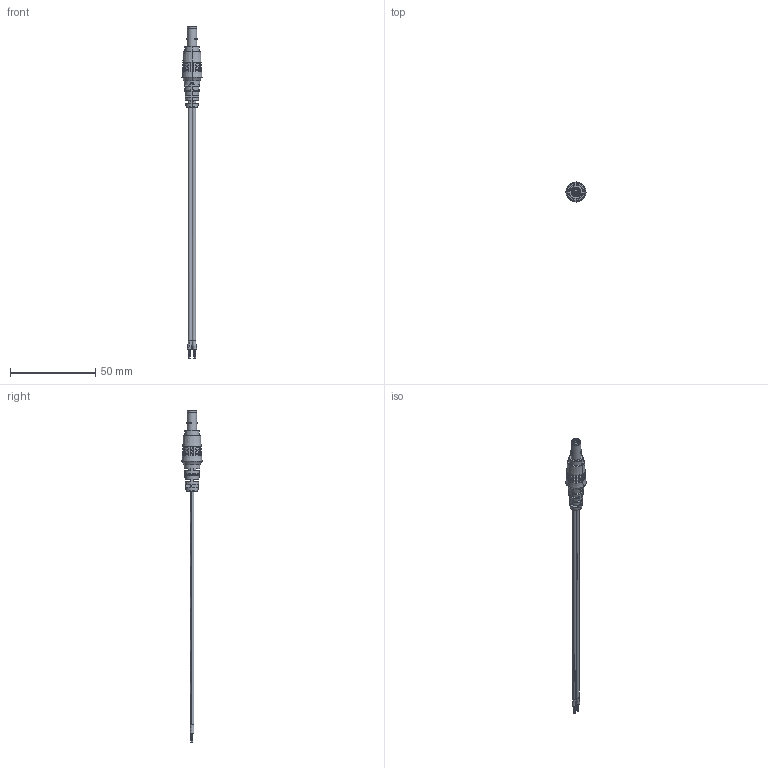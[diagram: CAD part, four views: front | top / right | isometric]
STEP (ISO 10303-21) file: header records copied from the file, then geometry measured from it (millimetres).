
FILE_DESCRIPTION (( 'STEP AP203' ), '1' );
FILE_NAME ('053-0488R.step', '2016-09-15T23:06:49', ( '' ), ( '' ), 'SwSTEP 2.0', 'SolidWorks 2015', '' );
FILE_SCHEMA (( 'CONFIG_CONTROL_DESIGN' ));
Length unit declared in the file: millimetre
Products named in the file (8): 053-0488R; 50-00072 shell; 50-00072 ring; 30-00007_Stripped and tinned 5mm; 50-00072 insulator; 50-00072 contact; 24-00055_default; 50-00072
Assembly tree (7 placements, depth 3):
  053-0488R
    30-00007_Stripped and tinned 5mm
    24-00055_default
    50-00072
      50-00072 insulator
      50-00072 contact
      50-00072 ring
      50-00072 shell
Bounding box: 11.79 x 11.79 x 194.55 mm (x, y, z)
Volume: 3843.7 mm3; surface area: 18241.3 mm2
Topology: 177 solids, 177 shells, 1337 faces, 2549 edges, 1670 vertices
Faces by surface type: plane 591, cylinder 574, torus 67, bspline 56, cone 49
Entity records: 37633 total; most frequent: CARTESIAN_POINT 9160, DIRECTION 6280, ORIENTED_EDGE 5098, AXIS2_PLACEMENT_3D 2679, EDGE_CURVE 2549, VERTEX_POINT 1670, EDGE_LOOP 1449, CIRCLE 1387
